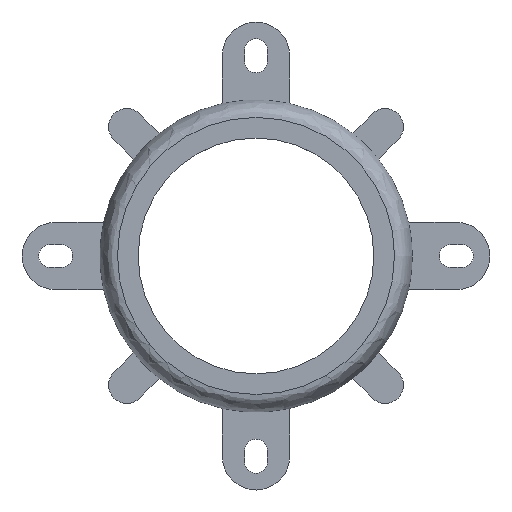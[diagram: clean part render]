
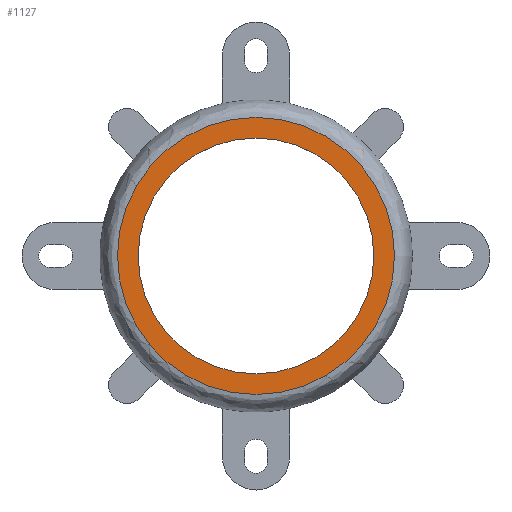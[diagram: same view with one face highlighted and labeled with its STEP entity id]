
A CAD part, top view. The second image highlights one B-rep face of the part: STEP entity #1127.
In plain terms, the highlighted planar face has unit normal (0, 0, 1).
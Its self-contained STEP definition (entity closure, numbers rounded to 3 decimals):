
#29=FACE_BOUND('',#251,.T.);
#87=CIRCLE('',#1256,20.);
#91=CIRCLE('',#1262,23.5);
#178=FACE_OUTER_BOUND('',#250,.T.);
#250=EDGE_LOOP('',(#1029));
#251=EDGE_LOOP('',(#1030));
#543=VERTEX_POINT('',#1915);
#547=VERTEX_POINT('',#2161);
#701=EDGE_CURVE('',#543,#543,#87,.T.);
#708=EDGE_CURVE('',#547,#547,#91,.T.);
#1029=ORIENTED_EDGE('',*,*,#708,.T.);
#1030=ORIENTED_EDGE('',*,*,#701,.F.);
#1065=PLANE('',#1263);
#1127=ADVANCED_FACE('',(#178,#29),#1065,.T.);
#1256=AXIS2_PLACEMENT_3D('',#1916,#1590,#1591);
#1262=AXIS2_PLACEMENT_3D('',#2177,#1603,#1604);
#1263=AXIS2_PLACEMENT_3D('',#2178,#1605,#1606);
#1590=DIRECTION('center_axis',(0.,0.,1.));
#1591=DIRECTION('ref_axis',(1.,0.,0.));
#1603=DIRECTION('center_axis',(0.,0.,1.));
#1604=DIRECTION('ref_axis',(1.,0.,0.));
#1605=DIRECTION('center_axis',(0.,0.,1.));
#1606=DIRECTION('ref_axis',(1.,0.,0.));
#1915=CARTESIAN_POINT('',(-20.,0.,6.));
#1916=CARTESIAN_POINT('Origin',(0.,0.,6.));
#2161=CARTESIAN_POINT('',(23.5,0.,6.));
#2177=CARTESIAN_POINT('Origin',(0.,0.,6.));
#2178=CARTESIAN_POINT('Origin',(20.,0.,6.));
